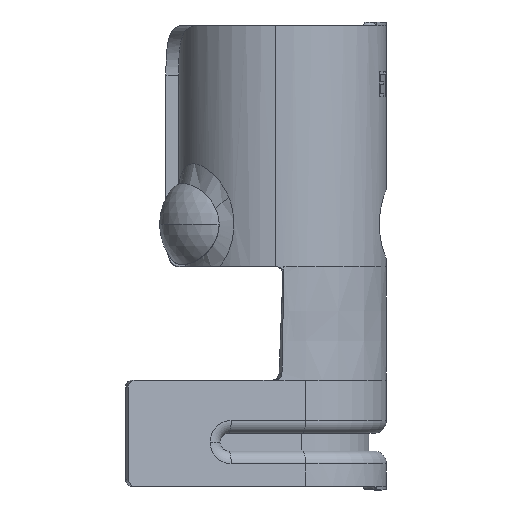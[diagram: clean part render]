
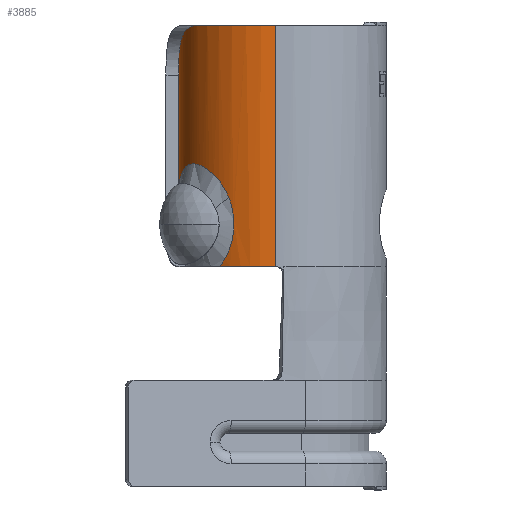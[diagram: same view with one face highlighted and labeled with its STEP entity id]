
A CAD part, left-side view. The second image highlights one B-rep face of the part: STEP entity #3885.
In plain terms, the highlighted cylindrical face has radius 3.505 mm (diameter 7.01 mm), a partial arc.
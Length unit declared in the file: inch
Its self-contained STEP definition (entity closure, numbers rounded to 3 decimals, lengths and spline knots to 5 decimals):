
#135 = ORIENTED_EDGE ( 'NONE', *, *, #3568, .T. ) ;
#187 = CARTESIAN_POINT ( 'NONE',  ( -0.02996, 0.13474, -0.02628 ) ) ;
#215 = CARTESIAN_POINT ( 'NONE',  ( -0.015, 0.13718, -0.23288 ) ) ;
#225 = CARTESIAN_POINT ( 'NONE',  ( -0.13585, 0.02801, -0.34 ) ) ;
#250 = EDGE_CURVE ( 'NONE', #7332, #495, #6729, .T. ) ;
#262 = CARTESIAN_POINT ( 'NONE',  ( -0.01548, 0.13713, -0.06056 ) ) ;
#323 = FACE_OUTER_BOUND ( 'NONE', #4846, .T. ) ;
#495 = VERTEX_POINT ( 'NONE', #5377 ) ;
#649 = EDGE_CURVE ( 'NONE', #1449, #2073, #1525, .T. ) ;
#701 = CARTESIAN_POINT ( 'NONE',  ( -0.11319, 0.07894, -0.34 ) ) ;
#729 = CARTESIAN_POINT ( 'NONE',  ( -0.11768, 0.07221, -0.2299 ) ) ;
#753 = ORIENTED_EDGE ( 'NONE', *, *, #1222, .T. ) ;
#828 = CARTESIAN_POINT ( 'NONE',  ( 0., 0., 0. ) ) ;
#879 = CARTESIAN_POINT ( 'NONE',  ( -0.01859, 0.13679, -0.227 ) ) ;
#916 = CARTESIAN_POINT ( 'NONE',  ( -0.04905, 0.12913, -0.20104 ) ) ;
#1096 = AXIS2_PLACEMENT_3D ( 'NONE', #6800, #4491, #3160 ) ;
#1165 = CARTESIAN_POINT ( 'NONE',  ( -0.11486, 0.07654, -0.3368 ) ) ;
#1222 = EDGE_CURVE ( 'NONE', #6479, #2757, #1584, .T. ) ;
#1243 = CARTESIAN_POINT ( 'NONE',  ( -0.1248, 0.05891, -0.28461 ) ) ;
#1355 = DIRECTION ( 'NONE',  ( 0., 0., 1. ) ) ;
#1449 = VERTEX_POINT ( 'NONE', #1783 ) ;
#1513 = CARTESIAN_POINT ( 'NONE',  ( -0.07479, 0.11607, -0.00036 ) ) ;
#1525 = LINE ( 'NONE', #4012, #5777 ) ;
#1584 = B_SPLINE_CURVE_WITH_KNOTS ( 'NONE', 3,
 ( #7043, #1165, #7083, #5861, #4111, #4156, #1671, #1243, #1829, #4814, #4074, #3637 ),
 .UNSPECIFIED., .F., .F.,
 ( 4, 2, 2, 2, 2, 4 ),
 ( 0.01037, 0.0107, 0.01103, 0.0117, 0.01237, 0.01304 ),
 .UNSPECIFIED. ) ;
#1671 = CARTESIAN_POINT ( 'NONE',  ( -0.1237, 0.0612, -0.3019 ) ) ;
#1783 = CARTESIAN_POINT ( 'NONE',  ( -0.138, 0., -0.34 ) ) ;
#1792 = CARTESIAN_POINT ( 'NONE',  ( -0.08975, 0.10502, -0.19746 ) ) ;
#1829 = CARTESIAN_POINT ( 'NONE',  ( -0.12481, 0.05889, -0.27577 ) ) ;
#2073 = VERTEX_POINT ( 'NONE', #6845 ) ;
#2121 = B_SPLINE_CURVE_WITH_KNOTS ( 'NONE', 3,
 ( #6805, #6331, #262, #5556, #5076, #3798, #7387, #187, #3954, #5662, #3273, #3234, #2141, #1513, #3829, #5623 ),
 .UNSPECIFIED., .F., .F.,
 ( 4, 2, 2, 2, 2, 2, 2, 4 ),
 ( 0., 0.00036, 0.00072, 0.00107, 0.00143, 0.00215, 0.0025, 0.00286 ),
 .UNSPECIFIED. ) ;
#2141 = CARTESIAN_POINT ( 'NONE',  ( -0.0668, 0.12085, -0.00189 ) ) ;
#2506 = ORIENTED_EDGE ( 'NONE', *, *, #3759, .T. ) ;
#2613 = AXIS2_PLACEMENT_3D ( 'NONE', #828, #5606, #5024 ) ;
#2650 = CARTESIAN_POINT ( 'NONE',  ( -0.12745, 0.05473, -0.34 ) ) ;
#2757 = VERTEX_POINT ( 'NONE', #4811 ) ;
#3122 = CARTESIAN_POINT ( 'NONE',  ( -0.113, 0.07932, -0.21913 ) ) ;
#3160 = DIRECTION ( 'NONE',  ( 1., 0., 0. ) ) ;
#3204 = VERTEX_POINT ( 'NONE', #6480 ) ;
#3234 = CARTESIAN_POINT ( 'NONE',  ( -0.06269, 0.12302, -0.00309 ) ) ;
#3238 = CARTESIAN_POINT ( 'NONE',  ( -0.138, 0.01401, -0.34 ) ) ;
#3254 = ORIENTED_EDGE ( 'NONE', *, *, #649, .F. ) ;
#3273 = CARTESIAN_POINT ( 'NONE',  ( -0.0507, 0.12865, -0.00793 ) ) ;
#3522 = VECTOR ( 'NONE', #1355, 39.37008 ) ;
#3568 = EDGE_CURVE ( 'NONE', #495, #3204, #2121, .T. ) ;
#3637 = CARTESIAN_POINT ( 'NONE',  ( -0.12088, 0.06657, -0.24204 ) ) ;
#3688 = CARTESIAN_POINT ( 'NONE',  ( -0.138, 0., -0.34 ) ) ;
#3759 = EDGE_CURVE ( 'NONE', #2757, #7332, #6985, .T. ) ;
#3790 = CARTESIAN_POINT ( 'NONE',  ( -0.05512, 0.12669, -0.19845 ) ) ;
#3798 = CARTESIAN_POINT ( 'NONE',  ( -0.02244, 0.13618, -0.03812 ) ) ;
#3829 = CARTESIAN_POINT ( 'NONE',  ( -0.0787, 0.11346, 0. ) ) ;
#3885 = ADVANCED_FACE ( 'NONE', ( #323 ), #6139, .F. ) ;
#3954 = CARTESIAN_POINT ( 'NONE',  ( -0.033, 0.13404, -0.02264 ) ) ;
#3967 = DIRECTION ( 'NONE',  ( 0., 0., 1. ) ) ;
#4012 = CARTESIAN_POINT ( 'NONE',  ( -0.138, 0., -0.34 ) ) ;
#4074 = CARTESIAN_POINT ( 'NONE',  ( -0.12266, 0.06334, -0.25001 ) ) ;
#4111 = CARTESIAN_POINT ( 'NONE',  ( -0.11991, 0.06832, -0.32226 ) ) ;
#4156 = CARTESIAN_POINT ( 'NONE',  ( -0.12259, 0.06348, -0.31041 ) ) ;
#4383 = CARTESIAN_POINT ( 'NONE',  ( -0.0672, 0.12072, -0.19535 ) ) ;
#4491 = DIRECTION ( 'NONE',  ( 0., 0., 1. ) ) ;
#4582 = CARTESIAN_POINT ( 'NONE',  ( -0.11319, 0.07894, -0.34 ) ) ;
#4774 = CARTESIAN_POINT ( 'NONE',  ( -0.10319, 0.09179, -0.20594 ) ) ;
#4811 = CARTESIAN_POINT ( 'NONE',  ( -0.12088, 0.06657, -0.24204 ) ) ;
#4814 = CARTESIAN_POINT ( 'NONE',  ( -0.12374, 0.06111, -0.25848 ) ) ;
#4846 = EDGE_LOOP ( 'NONE', ( #3254, #6806, #753, #2506, #5271, #135, #5923 ) ) ;
#4891 = CARTESIAN_POINT ( 'NONE',  ( -0.12088, 0.06657, -0.24204 ) ) ;
#4999 = CARTESIAN_POINT ( 'NONE',  ( -0.03779, 0.13286, -0.20774 ) ) ;
#5024 = DIRECTION ( 'NONE',  ( 1., 0., 0. ) ) ;
#5076 = CARTESIAN_POINT ( 'NONE',  ( -0.01876, 0.13673, -0.04679 ) ) ;
#5106 = CARTESIAN_POINT ( 'NONE',  ( -0.0731, 0.11725, -0.19482 ) ) ;
#5271 = ORIENTED_EDGE ( 'NONE', *, *, #250, .T. ) ;
#5350 = CARTESIAN_POINT ( 'NONE',  ( -0.11011, 0.08336, -0.21422 ) ) ;
#5377 = CARTESIAN_POINT ( 'NONE',  ( -0.015, 0.13718, -0.07 ) ) ;
#5556 = CARTESIAN_POINT ( 'NONE',  ( -0.01735, 0.13691, -0.05136 ) ) ;
#5606 = DIRECTION ( 'NONE',  ( 0., 0., -1. ) ) ;
#5623 = CARTESIAN_POINT ( 'NONE',  ( -0.08251, 0.11062, 0. ) ) ;
#5650 = EDGE_CURVE ( 'NONE', #2073, #3204, #7482, .T. ) ;
#5655 = CARTESIAN_POINT ( 'NONE',  ( -0.08447, 0.10934, -0.19587 ) ) ;
#5662 = CARTESIAN_POINT ( 'NONE',  ( -0.04287, 0.13135, -0.01298 ) ) ;
#5777 = VECTOR ( 'NONE', #3967, 39.37008 ) ;
#5861 = CARTESIAN_POINT ( 'NONE',  ( -0.11886, 0.07016, -0.32605 ) ) ;
#5923 = ORIENTED_EDGE ( 'NONE', *, *, #5650, .F. ) ;
#6098 = CARTESIAN_POINT ( 'NONE',  ( -0.11948, 0.06911, -0.23574 ) ) ;
#6139 = CYLINDRICAL_SURFACE ( 'NONE', #1096, 0.138 ) ;
#6203 = CARTESIAN_POINT ( 'NONE',  ( -0.02279, 0.13619, -0.22163 ) ) ;
#6331 = CARTESIAN_POINT ( 'NONE',  ( -0.015, 0.13718, -0.06524 ) ) ;
#6479 = VERTEX_POINT ( 'NONE', #4582 ) ;
#6480 = CARTESIAN_POINT ( 'NONE',  ( -0.08251, 0.11062, 0. ) ) ;
#6674 = B_SPLINE_CURVE_WITH_KNOTS ( 'NONE', 3,
 ( #3688, #3238, #225, #2650, #7250, #701 ),
 .UNSPECIFIED., .F., .F.,
 ( 4, 2, 4 ),
 ( 0.75898, 0.80918, 0.85938 ),
 .UNSPECIFIED. ) ;
#6729 = LINE ( 'NONE', #7447, #3522 ) ;
#6740 = EDGE_CURVE ( 'NONE', #1449, #6479, #6674, .T. ) ;
#6800 = CARTESIAN_POINT ( 'NONE',  ( 0., 0., -0.34 ) ) ;
#6805 = CARTESIAN_POINT ( 'NONE',  ( -0.015, 0.13718, -0.07 ) ) ;
#6806 = ORIENTED_EDGE ( 'NONE', *, *, #6740, .T. ) ;
#6845 = CARTESIAN_POINT ( 'NONE',  ( -0.138, 0., 0. ) ) ;
#6985 = B_SPLINE_CURVE_WITH_KNOTS ( 'NONE', 3,
 ( #4891, #6098, #729, #3122, #5350, #4774, #7163, #1792, #5655, #5106, #4383, #3790, #916, #4999, #7382, #6203, #879, #215 ),
 .UNSPECIFIED., .F., .F.,
 ( 4, 2, 2, 2, 2, 2, 2, 2, 4 ),
 ( 0.00006, 0.00059, 0.00112, 0.00165, 0.00218, 0.0027, 0.00323, 0.00376, 0.00429 ),
 .UNSPECIFIED. ) ;
#7043 = CARTESIAN_POINT ( 'NONE',  ( -0.11319, 0.07894, -0.34 ) ) ;
#7083 = CARTESIAN_POINT ( 'NONE',  ( -0.11634, 0.07427, -0.33331 ) ) ;
#7163 = CARTESIAN_POINT ( 'NONE',  ( -0.09906, 0.09629, -0.20247 ) ) ;
#7250 = CARTESIAN_POINT ( 'NONE',  ( -0.1212, 0.06745, -0.34 ) ) ;
#7296 = CARTESIAN_POINT ( 'NONE',  ( -0.015, 0.13718, -0.23288 ) ) ;
#7332 = VERTEX_POINT ( 'NONE', #7296 ) ;
#7382 = CARTESIAN_POINT ( 'NONE',  ( -0.03241, 0.13423, -0.21196 ) ) ;
#7387 = CARTESIAN_POINT ( 'NONE',  ( -0.02468, 0.1358, -0.03402 ) ) ;
#7447 = CARTESIAN_POINT ( 'NONE',  ( -0.015, 0.13718, -0.34 ) ) ;
#7482 = CIRCLE ( 'NONE', #2613, 0.138 ) ;
